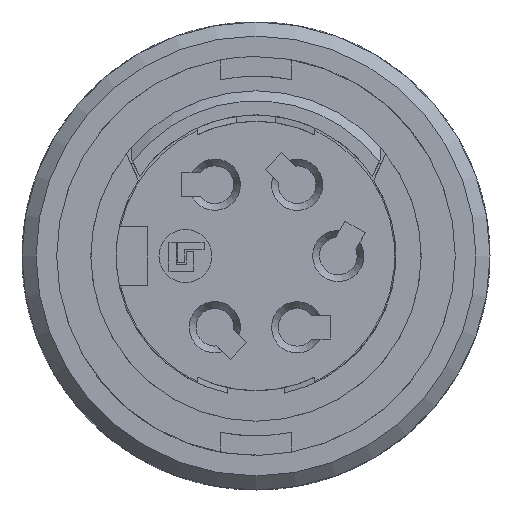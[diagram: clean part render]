
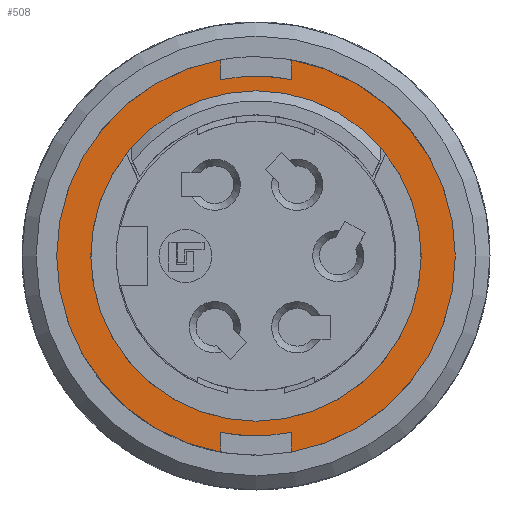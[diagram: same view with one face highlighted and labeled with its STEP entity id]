
A CAD part, left-side view. The second image highlights one B-rep face of the part: STEP entity #508.
In plain terms, the highlighted planar face has unit normal (-1, 0, 0).
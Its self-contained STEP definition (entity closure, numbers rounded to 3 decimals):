
#128=FACE_BOUND('',#1936,.T.);
#129=FACE_BOUND('',#1937,.T.);
#508=ADVANCED_FACE('',(#128,#129),#989,.T.);
#989=PLANE('',#9830);
#1936=EDGE_LOOP('',(#4988,#4989,#4990,#4991,#4992,#4993,#4994,#4995));
#1937=EDGE_LOOP('',(#4996));
#2690=LINE('',#15105,#3515);
#2691=LINE('',#15109,#3516);
#2692=LINE('',#15110,#3517);
#2693=LINE('',#15114,#3518);
#3515=VECTOR('',#11264,1.);
#3516=VECTOR('',#11267,1.);
#3517=VECTOR('',#11268,1.);
#3518=VECTOR('',#11271,1.);
#4988=ORIENTED_EDGE('',*,*,#8565,.F.);
#4989=ORIENTED_EDGE('',*,*,#8566,.F.);
#4990=ORIENTED_EDGE('',*,*,#8567,.F.);
#4991=ORIENTED_EDGE('',*,*,#8558,.F.);
#4992=ORIENTED_EDGE('',*,*,#8568,.F.);
#4993=ORIENTED_EDGE('',*,*,#8569,.F.);
#4994=ORIENTED_EDGE('',*,*,#8570,.F.);
#4995=ORIENTED_EDGE('',*,*,#8550,.F.);
#4996=ORIENTED_EDGE('',*,*,#8571,.T.);
#7479=VERTEX_POINT('',#15060);
#7480=VERTEX_POINT('',#15062);
#7487=VERTEX_POINT('',#15088);
#7488=VERTEX_POINT('',#15090);
#7494=VERTEX_POINT('',#15106);
#7495=VERTEX_POINT('',#15108);
#7496=VERTEX_POINT('',#15111);
#7497=VERTEX_POINT('',#15113);
#7498=VERTEX_POINT('',#15116);
#8550=EDGE_CURVE('',#7479,#7480,#9437,.T.);
#8558=EDGE_CURVE('',#7487,#7488,#9440,.T.);
#8565=EDGE_CURVE('',#7494,#7479,#2690,.T.);
#8566=EDGE_CURVE('',#7495,#7494,#9445,.T.);
#8567=EDGE_CURVE('',#7488,#7495,#2691,.T.);
#8568=EDGE_CURVE('',#7496,#7487,#2692,.T.);
#8569=EDGE_CURVE('',#7497,#7496,#9446,.T.);
#8570=EDGE_CURVE('',#7480,#7497,#2693,.T.);
#8571=EDGE_CURVE('',#7498,#7498,#9447,.T.);
#9437=CIRCLE('',#9815,8.475);
#9440=CIRCLE('',#9819,8.475);
#9445=CIRCLE('',#9827,7.65);
#9446=CIRCLE('',#9828,7.65);
#9447=CIRCLE('',#9829,7.025);
#9815=AXIS2_PLACEMENT_3D('',#15061,#11235,#11236);
#9819=AXIS2_PLACEMENT_3D('',#15089,#11246,#11247);
#9827=AXIS2_PLACEMENT_3D('',#15107,#11265,#11266);
#9828=AXIS2_PLACEMENT_3D('',#15112,#11269,#11270);
#9829=AXIS2_PLACEMENT_3D('',#15115,#11272,#11273);
#9830=AXIS2_PLACEMENT_3D('',#15117,#11274,#11275);
#11235=DIRECTION('',(1.,0.,0.));
#11236=DIRECTION('',(0.,0.,1.));
#11246=DIRECTION('',(1.,0.,0.));
#11247=DIRECTION('',(0.,0.,1.));
#11264=DIRECTION('',(0.,0.,1.));
#11265=DIRECTION('',(1.,0.,0.));
#11266=DIRECTION('',(0.,1.,0.));
#11267=DIRECTION('',(0.,0.,-1.));
#11268=DIRECTION('',(0.,0.,-1.));
#11269=DIRECTION('',(1.,0.,0.));
#11270=DIRECTION('',(0.,-1.,0.));
#11271=DIRECTION('',(0.,0.,1.));
#11272=DIRECTION('',(1.,0.,0.));
#11273=DIRECTION('',(0.,0.,1.));
#11274=DIRECTION('',(-1.,0.,0.));
#11275=DIRECTION('',(0.,0.,-1.));
#15060=CARTESIAN_POINT('',(-3.8,-1.5,8.341));
#15061=CARTESIAN_POINT('',(-3.8,0.,0.));
#15062=CARTESIAN_POINT('',(-3.8,-1.5,-8.341));
#15088=CARTESIAN_POINT('',(-3.8,1.5,-8.341));
#15089=CARTESIAN_POINT('',(-3.8,0.,0.));
#15090=CARTESIAN_POINT('',(-3.8,1.5,8.341));
#15105=CARTESIAN_POINT('',(-3.8,-1.5,7.501));
#15106=CARTESIAN_POINT('',(-3.8,-1.5,7.501));
#15107=CARTESIAN_POINT('',(-3.8,0.,0.));
#15108=CARTESIAN_POINT('',(-3.8,1.5,7.501));
#15109=CARTESIAN_POINT('',(-3.8,1.5,8.341));
#15110=CARTESIAN_POINT('',(-3.8,1.5,-7.501));
#15111=CARTESIAN_POINT('',(-3.8,1.5,-7.501));
#15112=CARTESIAN_POINT('',(-3.8,0.,0.));
#15113=CARTESIAN_POINT('',(-3.8,-1.5,-7.501));
#15114=CARTESIAN_POINT('',(-3.8,-1.5,-8.341));
#15115=CARTESIAN_POINT('',(-3.8,0.,0.));
#15116=CARTESIAN_POINT('',(-3.8,0.,7.025));
#15117=CARTESIAN_POINT('',(-3.8,0.,0.));
